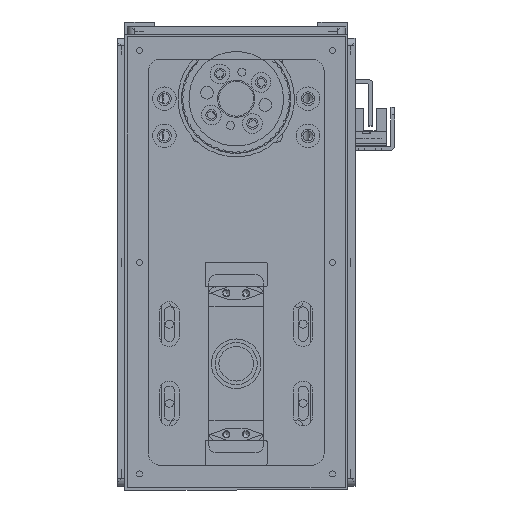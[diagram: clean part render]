
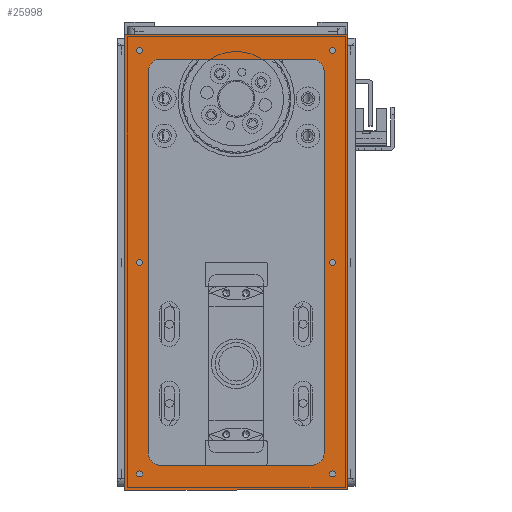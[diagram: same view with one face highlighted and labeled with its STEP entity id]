
A CAD part, left-side view. The second image highlights one B-rep face of the part: STEP entity #25998.
In plain terms, the highlighted face is planar.
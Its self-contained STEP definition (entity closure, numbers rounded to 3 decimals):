
#1043=FACE_BOUND('',#4526,.T.);
#1044=FACE_BOUND('',#4527,.T.);
#1045=FACE_BOUND('',#4528,.T.);
#1046=FACE_BOUND('',#4529,.T.);
#1047=FACE_BOUND('',#4530,.T.);
#1048=FACE_BOUND('',#4531,.T.);
#1049=FACE_BOUND('',#4532,.T.);
#1629=PLANE('',#28848);
#2748=FACE_OUTER_BOUND('',#4525,.T.);
#4525=EDGE_LOOP('',(#22258,#22259,#22260,#22261));
#4526=EDGE_LOOP('',(#22262));
#4527=EDGE_LOOP('',(#22263));
#4528=EDGE_LOOP('',(#22264));
#4529=EDGE_LOOP('',(#22265));
#4530=EDGE_LOOP('',(#22266));
#4531=EDGE_LOOP('',(#22267));
#4532=EDGE_LOOP('',(#22268,#22269,#22270,#22271,#22272,#22273,#22274,#22275));
#6528=LINE('',#43928,#8583);
#6534=LINE('',#43943,#8589);
#6538=LINE('',#43955,#8593);
#6541=LINE('',#43964,#8596);
#6618=LINE('',#44233,#8673);
#6622=LINE('',#44241,#8677);
#6625=LINE('',#44247,#8680);
#6628=LINE('',#44252,#8683);
#8583=VECTOR('',#35269,10.);
#8589=VECTOR('',#35283,10.);
#8593=VECTOR('',#35295,10.);
#8596=VECTOR('',#35306,10.);
#8673=VECTOR('',#35587,10.);
#8677=VECTOR('',#35593,10.);
#8680=VECTOR('',#35598,10.);
#8683=VECTOR('',#35603,10.);
#10041=CIRCLE('',#28727,5.);
#10043=CIRCLE('',#28731,5.);
#10045=CIRCLE('',#28735,5.);
#10047=CIRCLE('',#28739,5.);
#10061=CIRCLE('',#28761,1.23);
#10063=CIRCLE('',#28764,1.23);
#10065=CIRCLE('',#28767,1.23);
#10067=CIRCLE('',#28770,1.23);
#10069=CIRCLE('',#28773,1.23);
#10071=CIRCLE('',#28776,1.23);
#12367=VERTEX_POINT('',#43918);
#12368=VERTEX_POINT('',#43919);
#12371=VERTEX_POINT('',#43927);
#12373=VERTEX_POINT('',#43933);
#12374=VERTEX_POINT('',#43934);
#12377=VERTEX_POINT('',#43945);
#12378=VERTEX_POINT('',#43946);
#12381=VERTEX_POINT('',#43957);
#12395=VERTEX_POINT('',#44002);
#12397=VERTEX_POINT('',#44008);
#12399=VERTEX_POINT('',#44014);
#12401=VERTEX_POINT('',#44020);
#12403=VERTEX_POINT('',#44026);
#12405=VERTEX_POINT('',#44032);
#12471=VERTEX_POINT('',#44231);
#12472=VERTEX_POINT('',#44232);
#12475=VERTEX_POINT('',#44240);
#12477=VERTEX_POINT('',#44246);
#15682=EDGE_CURVE('',#12367,#12368,#10041,.T.);
#15686=EDGE_CURVE('',#12371,#12368,#6528,.T.);
#15689=EDGE_CURVE('',#12373,#12374,#10043,.T.);
#15694=EDGE_CURVE('',#12367,#12374,#6534,.T.);
#15695=EDGE_CURVE('',#12377,#12378,#10045,.T.);
#15700=EDGE_CURVE('',#12373,#12378,#6538,.T.);
#15701=EDGE_CURVE('',#12371,#12381,#10047,.T.);
#15705=EDGE_CURVE('',#12377,#12381,#6541,.T.);
#15724=EDGE_CURVE('',#12395,#12395,#10061,.T.);
#15727=EDGE_CURVE('',#12397,#12397,#10063,.T.);
#15730=EDGE_CURVE('',#12399,#12399,#10065,.T.);
#15733=EDGE_CURVE('',#12401,#12401,#10067,.T.);
#15736=EDGE_CURVE('',#12403,#12403,#10069,.T.);
#15739=EDGE_CURVE('',#12405,#12405,#10071,.T.);
#15838=EDGE_CURVE('',#12471,#12472,#6618,.T.);
#15842=EDGE_CURVE('',#12475,#12471,#6622,.T.);
#15845=EDGE_CURVE('',#12477,#12475,#6625,.T.);
#15848=EDGE_CURVE('',#12472,#12477,#6628,.T.);
#22258=ORIENTED_EDGE('',*,*,#15848,.F.);
#22259=ORIENTED_EDGE('',*,*,#15838,.F.);
#22260=ORIENTED_EDGE('',*,*,#15842,.F.);
#22261=ORIENTED_EDGE('',*,*,#15845,.F.);
#22262=ORIENTED_EDGE('',*,*,#15724,.T.);
#22263=ORIENTED_EDGE('',*,*,#15727,.T.);
#22264=ORIENTED_EDGE('',*,*,#15730,.T.);
#22265=ORIENTED_EDGE('',*,*,#15733,.T.);
#22266=ORIENTED_EDGE('',*,*,#15736,.T.);
#22267=ORIENTED_EDGE('',*,*,#15739,.T.);
#22268=ORIENTED_EDGE('',*,*,#15686,.T.);
#22269=ORIENTED_EDGE('',*,*,#15682,.F.);
#22270=ORIENTED_EDGE('',*,*,#15694,.T.);
#22271=ORIENTED_EDGE('',*,*,#15689,.F.);
#22272=ORIENTED_EDGE('',*,*,#15700,.T.);
#22273=ORIENTED_EDGE('',*,*,#15695,.F.);
#22274=ORIENTED_EDGE('',*,*,#15705,.T.);
#22275=ORIENTED_EDGE('',*,*,#15701,.F.);
#25998=ADVANCED_FACE('',(#2748,#1043,#1044,#1045,#1046,#1047,#1048,#1049),
#1629,.T.);
#28727=AXIS2_PLACEMENT_3D('',#43920,#35261,#35262);
#28731=AXIS2_PLACEMENT_3D('',#43935,#35274,#35275);
#28735=AXIS2_PLACEMENT_3D('',#43947,#35286,#35287);
#28739=AXIS2_PLACEMENT_3D('',#43958,#35298,#35299);
#28761=AXIS2_PLACEMENT_3D('',#44003,#35351,#35352);
#28764=AXIS2_PLACEMENT_3D('',#44009,#35358,#35359);
#28767=AXIS2_PLACEMENT_3D('',#44015,#35365,#35366);
#28770=AXIS2_PLACEMENT_3D('',#44021,#35372,#35373);
#28773=AXIS2_PLACEMENT_3D('',#44027,#35379,#35380);
#28776=AXIS2_PLACEMENT_3D('',#44033,#35386,#35387);
#28848=AXIS2_PLACEMENT_3D('',#44255,#35607,#35608);
#35261=DIRECTION('center_axis',(0.,0.,1.));
#35262=DIRECTION('ref_axis',(0.707,0.707,0.));
#35269=DIRECTION('',(1.,0.,0.));
#35274=DIRECTION('center_axis',(0.,0.,1.));
#35275=DIRECTION('ref_axis',(0.707,-0.707,0.));
#35283=DIRECTION('',(0.,-1.,0.));
#35286=DIRECTION('center_axis',(0.,0.,1.));
#35287=DIRECTION('ref_axis',(-0.707,-0.707,0.));
#35295=DIRECTION('',(-1.,0.,0.));
#35298=DIRECTION('center_axis',(0.,0.,1.));
#35299=DIRECTION('ref_axis',(-0.707,0.707,0.));
#35306=DIRECTION('',(0.,1.,0.));
#35351=DIRECTION('center_axis',(0.,0.,-1.));
#35352=DIRECTION('ref_axis',(1.,0.,0.));
#35358=DIRECTION('center_axis',(0.,0.,-1.));
#35359=DIRECTION('ref_axis',(1.,0.,0.));
#35365=DIRECTION('center_axis',(0.,0.,-1.));
#35366=DIRECTION('ref_axis',(1.,0.,0.));
#35372=DIRECTION('center_axis',(0.,0.,-1.));
#35373=DIRECTION('ref_axis',(1.,0.,0.));
#35379=DIRECTION('center_axis',(0.,0.,-1.));
#35380=DIRECTION('ref_axis',(1.,0.,0.));
#35386=DIRECTION('center_axis',(0.,0.,-1.));
#35387=DIRECTION('ref_axis',(1.,0.,0.));
#35587=DIRECTION('',(0.,1.,0.));
#35593=DIRECTION('',(-1.,0.,0.));
#35598=DIRECTION('',(0.,-1.,0.));
#35603=DIRECTION('',(1.,0.,0.));
#35607=DIRECTION('center_axis',(0.,0.,1.));
#35608=DIRECTION('ref_axis',(1.,0.,0.));
#43918=CARTESIAN_POINT('',(82.,30.5,0.));
#43919=CARTESIAN_POINT('',(77.,35.5,0.));
#43920=CARTESIAN_POINT('Origin',(77.,30.5,0.));
#43927=CARTESIAN_POINT('',(-77.,35.5,0.));
#43928=CARTESIAN_POINT('',(-41.,35.5,0.));
#43933=CARTESIAN_POINT('',(77.,-35.5,0.));
#43934=CARTESIAN_POINT('',(82.,-30.5,0.));
#43935=CARTESIAN_POINT('Origin',(77.,-30.5,0.));
#43943=CARTESIAN_POINT('',(82.,17.75,0.));
#43945=CARTESIAN_POINT('',(-82.,-30.5,0.));
#43946=CARTESIAN_POINT('',(-77.,-35.5,0.));
#43947=CARTESIAN_POINT('Origin',(-77.,-30.5,0.));
#43955=CARTESIAN_POINT('',(41.,-35.5,0.));
#43957=CARTESIAN_POINT('',(-82.,30.5,0.));
#43958=CARTESIAN_POINT('Origin',(-77.,30.5,0.));
#43964=CARTESIAN_POINT('',(-82.,-17.75,0.));
#44002=CARTESIAN_POINT('',(84.271,39.,0.));
#44003=CARTESIAN_POINT('Origin',(85.5,39.,0.));
#44008=CARTESIAN_POINT('',(-1.23,-39.,0.));
#44009=CARTESIAN_POINT('Origin',(0.,-39.,0.));
#44014=CARTESIAN_POINT('',(-86.73,39.,0.));
#44015=CARTESIAN_POINT('Origin',(-85.5,39.,0.));
#44020=CARTESIAN_POINT('',(-86.73,-39.,0.));
#44021=CARTESIAN_POINT('Origin',(-85.5,-39.,0.));
#44026=CARTESIAN_POINT('',(84.271,-39.,0.));
#44027=CARTESIAN_POINT('Origin',(85.5,-39.,0.));
#44032=CARTESIAN_POINT('',(-1.23,39.,0.));
#44033=CARTESIAN_POINT('Origin',(0.,39.,0.));
#44231=CARTESIAN_POINT('',(-92.,-45.,0.));
#44232=CARTESIAN_POINT('',(-92.,45.,0.));
#44233=CARTESIAN_POINT('',(-92.,-45.,0.));
#44240=CARTESIAN_POINT('',(92.,-45.,0.));
#44241=CARTESIAN_POINT('',(92.,-45.,0.));
#44246=CARTESIAN_POINT('',(92.,45.,0.));
#44247=CARTESIAN_POINT('',(92.,45.,0.));
#44252=CARTESIAN_POINT('',(-92.,45.,0.));
#44255=CARTESIAN_POINT('Origin',(0.,0.,
0.));
